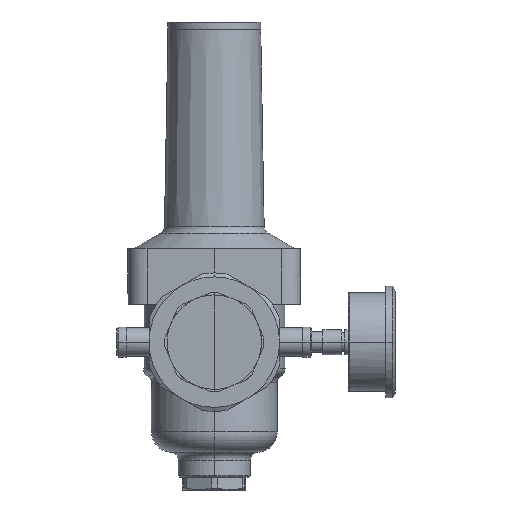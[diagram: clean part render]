
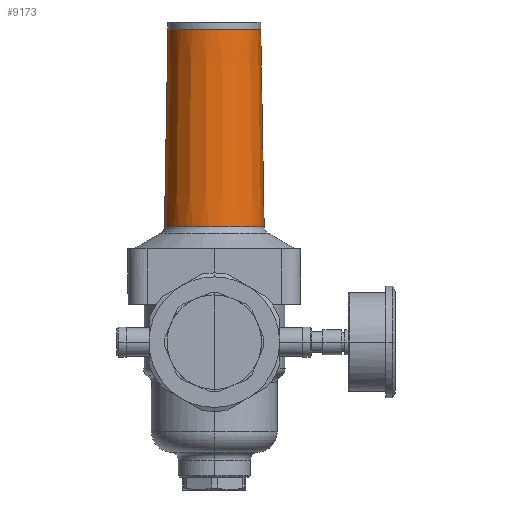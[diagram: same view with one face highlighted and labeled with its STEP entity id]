
A CAD part, left-side view. The second image highlights one B-rep face of the part: STEP entity #9173.
In plain terms, the highlighted conical face has half-angle 1 degrees and reference radius 31.464 mm.
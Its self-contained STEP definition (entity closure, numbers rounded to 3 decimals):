
#9038=CARTESIAN_POINT('Vertex',(0.,-29.5,198.5)) ;
#9049=CARTESIAN_POINT('Vertex',(0.,29.5,198.5)) ;
#9078=CARTESIAN_POINT('Control Point',(0.,-29.5,198.5)) ;
#9079=CARTESIAN_POINT('Control Point',(-29.5,-29.5,198.5)) ;
#9080=CARTESIAN_POINT('Control Point',(-29.5,0.,198.5)) ;
#9081=CARTESIAN_POINT('Control Point',(-29.5,29.5,198.5)) ;
#9082=CARTESIAN_POINT('Control Point',(0.,29.5,198.5)) ;
#9122=CARTESIAN_POINT('Vertex',(0.,31.683,73.453)) ;
#9124=CARTESIAN_POINT('Vertex',(0.,-31.683,73.453)) ;
#9128=CARTESIAN_POINT('Control Point',(0.,29.5,198.5)) ;
#9129=CARTESIAN_POINT('Control Point',(0.,31.683,73.453)) ;
#9132=CARTESIAN_POINT('Control Point',(0.,-31.683,73.453)) ;
#9133=CARTESIAN_POINT('Control Point',(0.,-29.5,198.5)) ;
#9142=CARTESIAN_POINT('Axis2P3D Location',(0.,0.,85.957)) ;
#9148=CARTESIAN_POINT('Control Point',(0.,-31.683,73.453)) ;
#9149=CARTESIAN_POINT('Control Point',(-4.083,-31.684,73.45)) ;
#9150=CARTESIAN_POINT('Control Point',(-8.072,-31.022,73.45)) ;
#9151=CARTESIAN_POINT('Control Point',(-11.854,-29.779,73.451)) ;
#9152=CARTESIAN_POINT('Control Point',(-18.968,-26.152,73.453)) ;
#9153=CARTESIAN_POINT('Control Point',(-24.701,-20.445,73.454)) ;
#9154=CARTESIAN_POINT('Control Point',(-27.08,-17.164,73.453)) ;
#9155=CARTESIAN_POINT('Control Point',(-30.725,-9.982,73.453)) ;
#9156=CARTESIAN_POINT('Control Point',(-31.998,-2.034,73.452)) ;
#9157=CARTESIAN_POINT('Control Point',(-31.998,2.034,73.452)) ;
#9158=CARTESIAN_POINT('Control Point',(-30.725,9.982,73.453)) ;
#9159=CARTESIAN_POINT('Control Point',(-27.08,17.164,73.453)) ;
#9160=CARTESIAN_POINT('Control Point',(-24.701,20.445,73.454)) ;
#9161=CARTESIAN_POINT('Control Point',(-18.968,26.152,73.453)) ;
#9162=CARTESIAN_POINT('Control Point',(-11.854,29.779,73.451)) ;
#9163=CARTESIAN_POINT('Control Point',(-8.072,31.022,73.45)) ;
#9164=CARTESIAN_POINT('Control Point',(-4.083,31.684,73.45)) ;
#9165=CARTESIAN_POINT('Control Point',(0.,31.683,73.453)) ;
#9143=DIRECTION('Axis2P3D Direction',(0.,0.,-1.)) ;
#9144=DIRECTION('Axis2P3D XDirection',(-0.951,0.309,0.)) ;
#9145=AXIS2_PLACEMENT_3D('Cone Axis2P3D',#9142,#9143,#9144) ;
#9146=CONICAL_SURFACE('Cone',#9145,31.464,0.017) ;
#9083=EDGE_CURVE('',#9039,#9050,#9077,.T.) ;
#9130=EDGE_CURVE('',#9050,#9123,#9127,.T.) ;
#9134=EDGE_CURVE('',#9125,#9039,#9131,.T.) ;
#9166=EDGE_CURVE('',#9125,#9123,#9147,.T.) ;
#9168=ORIENTED_EDGE('',*,*,#9166,.F.) ;
#9169=ORIENTED_EDGE('',*,*,#9134,.T.) ;
#9170=ORIENTED_EDGE('',*,*,#9083,.T.) ;
#9171=ORIENTED_EDGE('',*,*,#9130,.T.) ;
#9167=EDGE_LOOP('',(#9168,#9169,#9170,#9171)) ;
#9039=VERTEX_POINT('',#9038) ;
#9050=VERTEX_POINT('',#9049) ;
#9123=VERTEX_POINT('',#9122) ;
#9125=VERTEX_POINT('',#9124) ;
#9173=ADVANCED_FACE('Solid1',(#9172),#9146,.T.) ;
#9127=B_SPLINE_CURVE_WITH_KNOTS('',1,(#9128,#9129),.UNSPECIFIED.,.F.,.U.,(2,2),(0.,0.41),.UNSPECIFIED.) ;
#9131=B_SPLINE_CURVE_WITH_KNOTS('',1,(#9132,#9133),.UNSPECIFIED.,.F.,.U.,(2,2),(0.,0.41),.UNSPECIFIED.) ;
#9147=B_SPLINE_CURVE_WITH_KNOTS('',5,(#9148,#9149,#9150,#9151,#9152,#9153,#9154,#9155,#9156,#9157,#9158,#9159,#9160,#9161,#9162,#9163,#9164,#9165),.UNSPECIFIED.,.F.,.U.,(6,3,3,3,3,6),(0.,0.2,0.4,0.6,0.8,1.),.UNSPECIFIED.) ;
#9172=FACE_OUTER_BOUND('',#9167,.T.) ;
#9077=(BOUNDED_CURVE()B_SPLINE_CURVE(2,(#9078,#9079,#9080,#9081,#9082),.UNSPECIFIED.,.F.,.U.)B_SPLINE_CURVE_WITH_KNOTS((3,2,3),(0.,59.,118.),.UNSPECIFIED.)CURVE()GEOMETRIC_REPRESENTATION_ITEM()RATIONAL_B_SPLINE_CURVE((1.,0.707,1.,0.707,1.))REPRESENTATION_ITEM('')) ;
